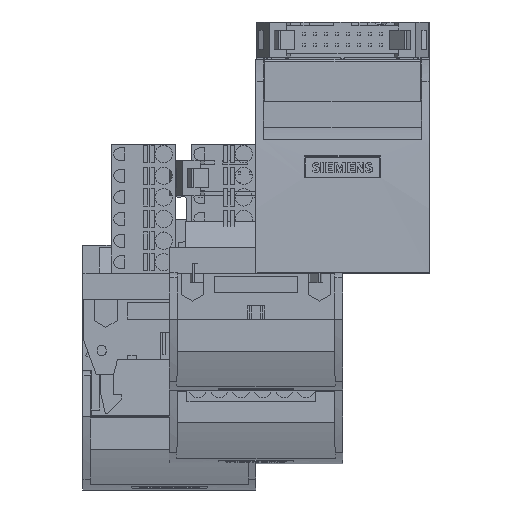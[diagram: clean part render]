
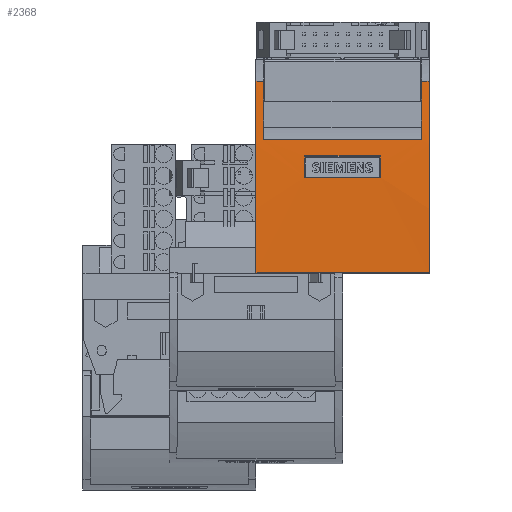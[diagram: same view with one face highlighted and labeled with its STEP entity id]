
A CAD part, top view. The second image highlights one B-rep face of the part: STEP entity #2368.
In plain terms, the highlighted cylindrical face has radius 400 mm (diameter 800 mm), a partial arc.
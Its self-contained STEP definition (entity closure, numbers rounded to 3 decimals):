
#2368 = ADVANCED_FACE( '', ( #5528, #5529 ), #5530, .T. );
#5528 = FACE_OUTER_BOUND( '', #9499, .T. );
#5529 = FACE_BOUND( '', #9500, .T. );
#5530 = CYLINDRICAL_SURFACE( '', #9501, 400. );
#9499 = EDGE_LOOP( '', ( #16628, #16629, #16630, #16631, #16632, #16633, #16634, #16635 ) );
#9500 = EDGE_LOOP( '', ( #16636, #16637, #16638, #16639 ) );
#9501 = AXIS2_PLACEMENT_3D( '', #16640, #16641, #16642 );
#16628 = ORIENTED_EDGE( '', *, *, #24949, .F. );
#16629 = ORIENTED_EDGE( '', *, *, #24981, .T. );
#16630 = ORIENTED_EDGE( '', *, *, #24982, .F. );
#16631 = ORIENTED_EDGE( '', *, *, #23187, .T. );
#16632 = ORIENTED_EDGE( '', *, *, #23197, .T. );
#16633 = ORIENTED_EDGE( '', *, *, #24983, .F. );
#16634 = ORIENTED_EDGE( '', *, *, #24984, .F. );
#16635 = ORIENTED_EDGE( '', *, *, #24985, .T. );
#16636 = ORIENTED_EDGE( '', *, *, #24986, .F. );
#16637 = ORIENTED_EDGE( '', *, *, #24987, .T. );
#16638 = ORIENTED_EDGE( '', *, *, #24988, .T. );
#16639 = ORIENTED_EDGE( '', *, *, #22804, .F. );
#16640 = CARTESIAN_POINT( '', ( 20., 372.5, 0. ) );
#16641 = DIRECTION( '', ( -1., 0., 0. ) );
#16642 = DIRECTION( '', ( 0., 0., 1. ) );
#22804 = EDGE_CURVE( '', #26980, #26975, #26982, .T. );
#23187 = EDGE_CURVE( '', #27672, #27676, #27678, .T. );
#23197 = EDGE_CURVE( '', #27676, #27694, #27696, .T. );
#24949 = EDGE_CURVE( '', #30415, #30409, #30417, .T. );
#24981 = EDGE_CURVE( '', #30415, #30460, #30461, .T. );
#24982 = EDGE_CURVE( '', #27672, #30460, #30462, .T. );
#24983 = EDGE_CURVE( '', #30463, #27694, #30464, .T. );
#24984 = EDGE_CURVE( '', #30465, #30463, #30466, .T. );
#24985 = EDGE_CURVE( '', #30465, #30409, #30467, .T. );
#24986 = EDGE_CURVE( '', #30468, #26980, #30469, .T. );
#24987 = EDGE_CURVE( '', #30468, #30470, #30471, .T. );
#24988 = EDGE_CURVE( '', #30470, #26975, #30472, .T. );
#26975 = VERTEX_POINT( '', #33091 );
#26980 = VERTEX_POINT( '', #33098 );
#26982 = LINE( '', #33101, #33102 );
#27672 = VERTEX_POINT( '', #34182 );
#27676 = VERTEX_POINT( '', #34187 );
#27678 = LINE( '', #34189, #34190 );
#27694 = VERTEX_POINT( '', #34211 );
#27696 = CIRCLE( '', #34214, 400. );
#30409 = VERTEX_POINT( '', #38635 );
#30415 = VERTEX_POINT( '', #38643 );
#30417 = ELLIPSE( '', #38645, 400.015, 400. );
#30460 = VERTEX_POINT( '', #38708 );
#30461 = LINE( '', #38709, #38710 );
#30462 = ELLIPSE( '', #38711, 400.015, 400. );
#30463 = VERTEX_POINT( '', #38712 );
#30464 = LINE( '', #38713, #38714 );
#30465 = VERTEX_POINT( '', #38715 );
#30466 = CIRCLE( '', #38716, 400. );
#30467 = LINE( '', #38717, #38718 );
#30468 = VERTEX_POINT( '', #38719 );
#30469 = CIRCLE( '', #38720, 400. );
#30470 = VERTEX_POINT( '', #38721 );
#30471 = LINE( '', #38722, #38723 );
#30472 = CIRCLE( '', #38724, 400. );
#33091 = CARTESIAN_POINT( '', ( -8.75, -26.588, 26.996 ) );
#33098 = CARTESIAN_POINT( '', ( 8.75, -26.588, 26.996 ) );
#33101 = CARTESIAN_POINT( '', ( 8.75, -26.588, 26.996 ) );
#33102 = VECTOR( '', #42195, 1000. );
#34182 = CARTESIAN_POINT( '', ( -18.269, -25.039, 44.3 ) );
#34187 = CARTESIAN_POINT( '', ( -20., -25.039, 44.3 ) );
#34189 = CARTESIAN_POINT( '', ( 20., -25.039, 44.3 ) );
#34190 = VECTOR( '', #42594, 1000. );
#34211 = CARTESIAN_POINT( '', ( -20., -27.5, 0. ) );
#34214 = AXIS2_PLACEMENT_3D( '', #42604, #42605, #42606 );
#38635 = CARTESIAN_POINT( '', ( 18.269, -25.039, 44.3 ) );
#38643 = CARTESIAN_POINT( '', ( 18.28, -26.32, 30.7 ) );
#38645 = AXIS2_PLACEMENT_3D( '', #44201, #44202, #44203 );
#38708 = CARTESIAN_POINT( '', ( -18.28, -26.32, 30.7 ) );
#38709 = CARTESIAN_POINT( '', ( 18.2, -26.32, 30.7 ) );
#38710 = VECTOR( '', #44224, 1000. );
#38711 = AXIS2_PLACEMENT_3D( '', #44225, #44226, #44227 );
#38712 = CARTESIAN_POINT( '', ( 20., -27.5, 0. ) );
#38713 = CARTESIAN_POINT( '', ( 20., -27.5, 0. ) );
#38714 = VECTOR( '', #44228, 1000. );
#38715 = CARTESIAN_POINT( '', ( 20., -25.039, 44.3 ) );
#38716 = AXIS2_PLACEMENT_3D( '', #44229, #44230, #44231 );
#38717 = CARTESIAN_POINT( '', ( 20., -25.039, 44.3 ) );
#38718 = VECTOR( '', #44232, 1000. );
#38719 = CARTESIAN_POINT( '', ( 8.75, -26.889, 22.093 ) );
#38720 = AXIS2_PLACEMENT_3D( '', #44233, #44234, #44235 );
#38721 = CARTESIAN_POINT( '', ( -8.75, -26.889, 22.093 ) );
#38722 = CARTESIAN_POINT( '', ( 8.75, -26.889, 22.093 ) );
#38723 = VECTOR( '', #44236, 1000. );
#38724 = AXIS2_PLACEMENT_3D( '', #44237, #44238, #44239 );
#42195 = DIRECTION( '', ( -1., 0., 0. ) );
#42594 = DIRECTION( '', ( -1., 0., 0. ) );
#42604 = CARTESIAN_POINT( '', ( -20., 372.5, 0. ) );
#42605 = DIRECTION( '', ( 1., 0., 0. ) );
#42606 = DIRECTION( '', ( 0., 1., 0. ) );
#44201 = CARTESIAN_POINT( '', ( 14.8, 372.5, 0. ) );
#44202 = DIRECTION( '', ( -1., -0.009, 0. ) );
#44203 = DIRECTION( '', ( -0.009, 1., 0. ) );
#44224 = DIRECTION( '', ( -1., 0., 0. ) );
#44225 = CARTESIAN_POINT( '', ( -14.8, 372.5, 0. ) );
#44226 = DIRECTION( '', ( 1., -0.009, 0. ) );
#44227 = DIRECTION( '', ( -0.009, -1., 0. ) );
#44228 = DIRECTION( '', ( -1., 0., 0. ) );
#44229 = CARTESIAN_POINT( '', ( 20., 372.5, 0. ) );
#44230 = DIRECTION( '', ( 1., 0., 0. ) );
#44231 = DIRECTION( '', ( 0., 1., 0. ) );
#44232 = DIRECTION( '', ( -1., 0., 0. ) );
#44233 = CARTESIAN_POINT( '', ( 8.75, 372.5, 0. ) );
#44234 = DIRECTION( '', ( -1., 0., 0. ) );
#44235 = DIRECTION( '', ( 0., 1., 0. ) );
#44236 = DIRECTION( '', ( -1., 0., 0. ) );
#44237 = CARTESIAN_POINT( '', ( -8.75, 372.5, 0. ) );
#44238 = DIRECTION( '', ( -1., 0., 0. ) );
#44239 = DIRECTION( '', ( 0., 1., 0. ) );
